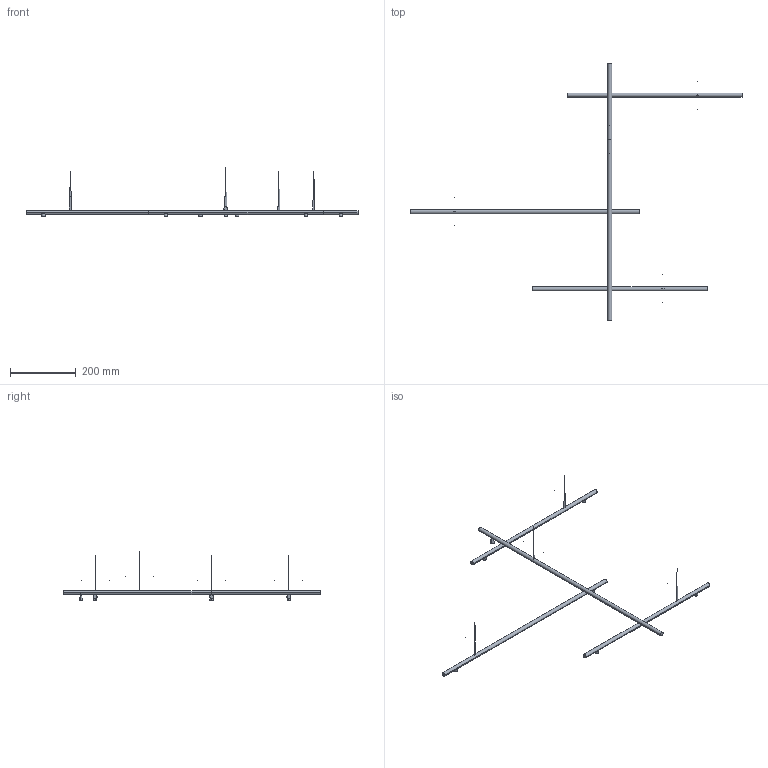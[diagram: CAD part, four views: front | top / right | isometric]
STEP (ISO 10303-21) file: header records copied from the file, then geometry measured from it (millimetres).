
FILE_DESCRIPTION(/* description */ (''),/* implementation_level */ '2;1');
FILE_NAME(/* name */ '174422~1',/* time_stamp */ '2020-11-06T17:18:57+01:00',/* author */ (''),/* organization */ (''),/* preprocessor_version */ 'ST-DEVELOPER v16.5',/* originating_system */ '',/* authorisation */ '');
FILE_SCHEMA (('AUTOMOTIVE_DESIGN'));
Length unit declared in the file: millimetre
Products named in the file (1): Document
Bounding box: 1008.48 x 780 x 150.39 mm (x, y, z)
Volume: 1956639.3 mm3; surface area: 544463.2 mm2
Topology: 18 solids, 19 shells, 75 faces, 188 edges, 140 vertices
Faces by surface type: bspline 54, plane 21
Entity records: 3016 total; most frequent: CARTESIAN_POINT 1875, ORIENTED_EDGE 226, EDGE_CURVE 114, VERTEX_POINT 76, ADVANCED_FACE 75, FACE_OUTER_BOUND 75, EDGE_LOOP 75, PRESENTATION_LAYER_ASSIGNMENT 61
